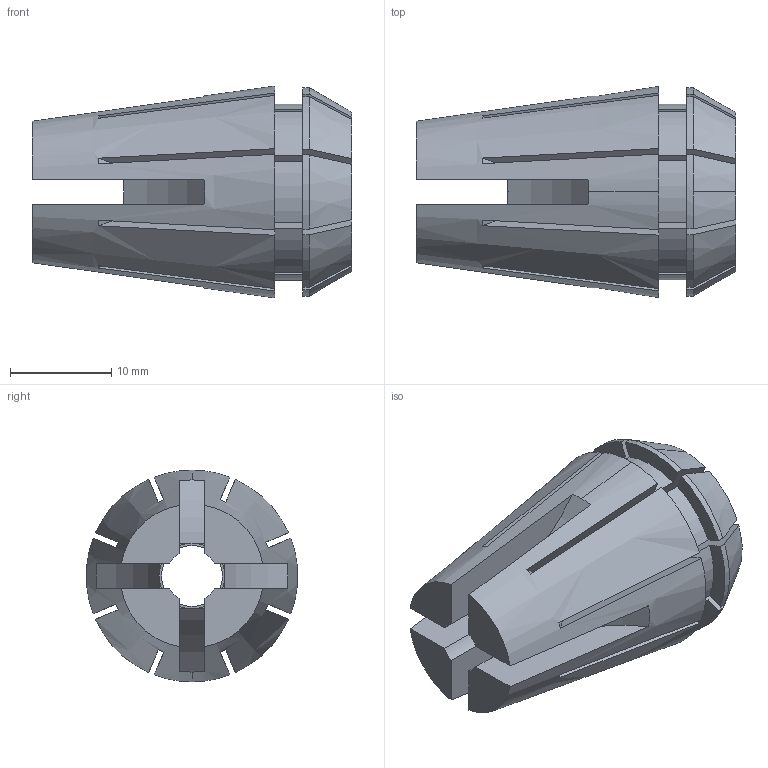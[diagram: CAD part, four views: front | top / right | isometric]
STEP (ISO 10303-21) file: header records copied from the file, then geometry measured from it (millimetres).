
FILE_DESCRIPTION (( 'STEP AP203' ), '1' );
FILE_NAME ('254.20B-06.STEP', '2017-04-11T03:27:47', ( '' ), ( '' ), 'SwSTEP 2.0', 'SolidWorks 2015', '' );
FILE_SCHEMA (( 'CONFIG_CONTROL_DESIGN' ));
Length unit declared in the file: millimetre
Products named in the file (1): 254.20B-06
Bounding box: 31.5 x 20.84 x 20.9 mm (x, y, z)
Volume: 5459.8 mm3; surface area: 5524.9 mm2
Topology: 1 solids, 1 shells, 126 faces, 357 edges, 236 vertices
Faces by surface type: plane 69, cylinder 46, cone 11
Entity records: 4280 total; most frequent: CARTESIAN_POINT 948, ORIENTED_EDGE 714, DIRECTION 667, EDGE_CURVE 357, AXIS2_PLACEMENT_3D 253, VERTEX_POINT 236, VECTOR 161, LINE 161
